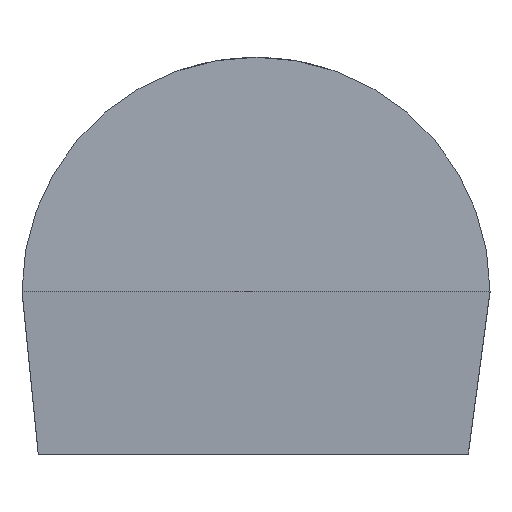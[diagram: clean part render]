
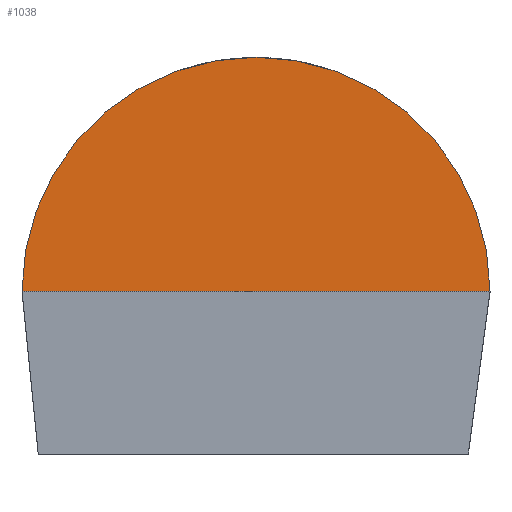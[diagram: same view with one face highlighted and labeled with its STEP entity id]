
A CAD part, top view. The second image highlights one B-rep face of the part: STEP entity #1038.
In plain terms, the highlighted planar face has unit normal (0, 0, 1).
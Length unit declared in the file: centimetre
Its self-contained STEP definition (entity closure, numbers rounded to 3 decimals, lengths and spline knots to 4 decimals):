
#52=CIRCLE('',#1090,0.23);
#143=VERTEX_POINT('',#1545);
#146=VERTEX_POINT('',#1550);
#260=VECTOR('',#1252,1.);
#377=LINE('',#1551,#260);
#522=EDGE_CURVE('',#146,#143,#377,.T.);
#533=EDGE_CURVE('',#143,#146,#52,.T.);
#834=ORIENTED_EDGE('',*,*,#522,.F.);
#835=ORIENTED_EDGE('',*,*,#533,.F.);
#908=EDGE_LOOP('',(#834,#835));
#974=FACE_BOUND('',#908,.T.);
#1038=ADVANCED_FACE('',(#974),#1620,.T.);
#1090=AXIS2_PLACEMENT_3D('',#1566,#1264,#1265);
#1093=AXIS2_PLACEMENT_3D('',#1570,#1270,$);
#1252=DIRECTION('',(-1.,0.,0.));
#1264=DIRECTION('',(0.,0.,-1.));
#1265=DIRECTION('',(0.23,0.,0.));
#1270=DIRECTION('',(0.,0.,1.));
#1545=CARTESIAN_POINT('',(-0.23,0.,0.46));
#1550=CARTESIAN_POINT('',(0.23,0.,0.46));
#1551=CARTESIAN_POINT('',(-0.0018,0.,0.46));
#1566=CARTESIAN_POINT('',(0.,0.,0.46));
#1570=CARTESIAN_POINT('',(-0.001,0.0014,0.46));
#1620=PLANE('',#1093);
